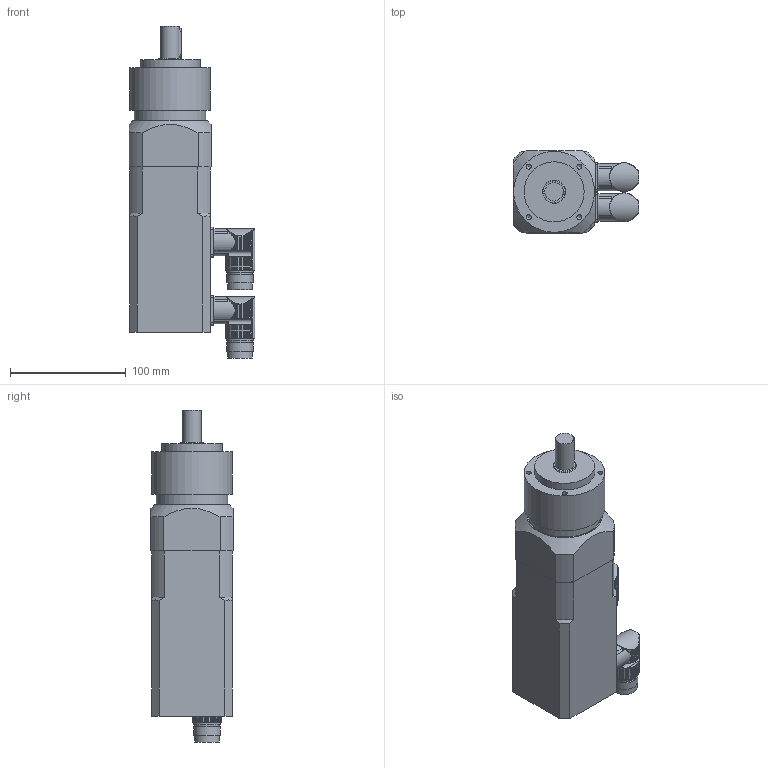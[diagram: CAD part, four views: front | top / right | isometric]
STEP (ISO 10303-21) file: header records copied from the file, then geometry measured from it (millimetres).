
FILE_DESCRIPTION(/* description */ (''),/* implementation_level */ '2;1');
FILE_NAME(/* name */ 'KSG264D_Rx_PLGE70',/* time_stamp */ '2009-02-10T10:27:58+01:00',/* author */ (''),/* organization */ (''),/* preprocessor_version */ 'ST-DEVELOPER v8',/* originating_system */ 'UNIGRAPHICS SOLUTIONS - UNIGRAPHICS 18.0',/* authorisation */ '');
FILE_SCHEMA (('AUTOMOTIVE_DESIGN { 1 2 10303 214 0 1 1 1 }'));
Length unit declared in the file: millimetre
Products named in the file (3): Getrieberumpf_SG2_PLG70_0; Winkelflanschdose_0; KSG264D-RD_PLG70_0
Assembly tree (3 placements, depth 2):
  KSG264D-RD_PLG70_0
    Winkelflanschdose_0  x2
    Getrieberumpf_SG2_PLG70_0
Bounding box: 108.99 x 71 x 287.3 mm (x, y, z)
Volume: 897366.5 mm3; surface area: 121931.2 mm2
Topology: 4 solids, 9 shells, 444 faces, 1183 edges, 789 vertices
Faces by surface type: cylinder 332, plane 91, cone 20, torus 1
Full cylindrical faces by diameter (mm): 4.2 x4, 4.351 x4, 4.5 x4, 5.5 x1, 8 x4, 16 x3, 20 x1, 21 x2, 21.5 x2, 23 x4, 24 x1, 26 x1, 33 x1, 37 x2, 38.2 x1, 47 x1, 52 x1, 62 x1, 65 x1, 68 x2, 70 x1
Entity records: 8565 total; most frequent: CARTESIAN_POINT 2101, DIRECTION 1298, ORIENTED_EDGE 1268, EDGE_CURVE 634, AXIS2_PLACEMENT_3D 542, VERTEX_POINT 459, EDGE_LOOP 361, ADVANCED_FACE 280
